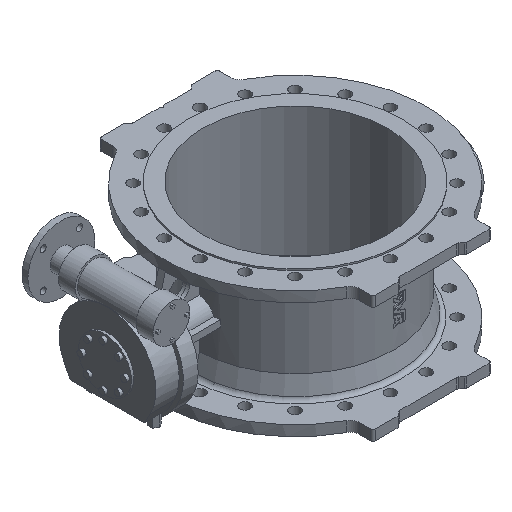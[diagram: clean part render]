
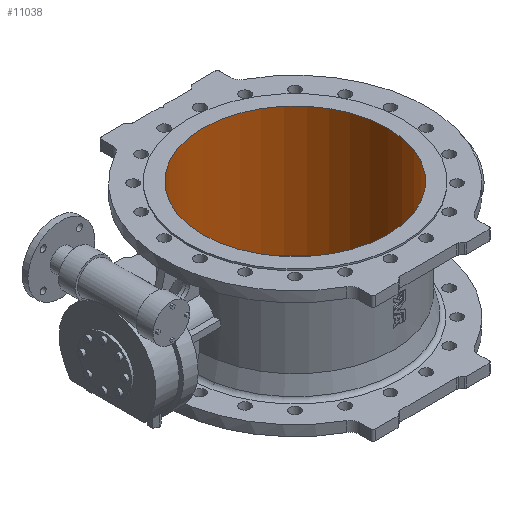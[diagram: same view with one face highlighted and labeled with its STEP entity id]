
A CAD part, isometric view. The second image highlights one B-rep face of the part: STEP entity #11038.
In plain terms, the highlighted cylindrical face has radius 250 mm (diameter 500 mm), a full revolution.
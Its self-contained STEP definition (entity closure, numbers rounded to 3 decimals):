
#1115 = CIRCLE ( 'NONE', #3004, 250. ) ;
#2060 = VERTEX_POINT ( 'NONE', #10577 ) ;
#2115 = VERTEX_POINT ( 'NONE', #10640 ) ;
#2968 = EDGE_CURVE ( 'NONE', #2060, #2060, #1115, .T. ) ;
#3004 = AXIS2_PLACEMENT_3D ( 'NONE', #19107, #19106, #19105 ) ;
#3570 = EDGE_CURVE ( 'NONE', #2115, #2115, #13047, .T. ) ;
#5990 = DIRECTION ( 'NONE',  ( -1., 0., 0. ) ) ;
#5991 = CARTESIAN_POINT ( 'NONE',  ( 0., 0., 175. ) ) ;
#5992 = DIRECTION ( 'NONE',  ( 0., 0., -1. ) ) ;
#7729 = AXIS2_PLACEMENT_3D ( 'NONE', #5991, #5992, #5990 ) ;
#10577 = CARTESIAN_POINT ( 'NONE',  ( 250., 0., 175. ) ) ;
#10640 = CARTESIAN_POINT ( 'NONE',  ( -250., 0., -175. ) ) ;
#11038 = ADVANCED_FACE ( 'NONE', ( #13877, #13882 ), #13884, .F. ) ;
#13047 = CIRCLE ( 'NONE', #17620, 250. ) ;
#13877 = FACE_OUTER_BOUND ( 'NONE', #15561, .T. ) ;
#13882 = FACE_OUTER_BOUND ( 'NONE', #15560, .T. ) ;
#13884 = CYLINDRICAL_SURFACE ( 'NONE', #7729, 250. ) ;
#15381 = ORIENTED_EDGE ( 'NONE', *, *, #2968, .T. ) ;
#15382 = ORIENTED_EDGE ( 'NONE', *, *, #3570, .F. ) ;
#15560 = EDGE_LOOP ( 'NONE', ( #15382 ) ) ;
#15561 = EDGE_LOOP ( 'NONE', ( #15381 ) ) ;
#17620 = AXIS2_PLACEMENT_3D ( 'NONE', #18397, #18398, #18399 ) ;
#18397 = CARTESIAN_POINT ( 'NONE',  ( 0., 0., -175. ) ) ;
#18398 = DIRECTION ( 'NONE',  ( 0., 0., 1. ) ) ;
#18399 = DIRECTION ( 'NONE',  ( -1., 0., 0. ) ) ;
#19105 = DIRECTION ( 'NONE',  ( 1., 0., 0. ) ) ;
#19106 = DIRECTION ( 'NONE',  ( 0., 0., 1. ) ) ;
#19107 = CARTESIAN_POINT ( 'NONE',  ( 0., 0., 175. ) ) ;
